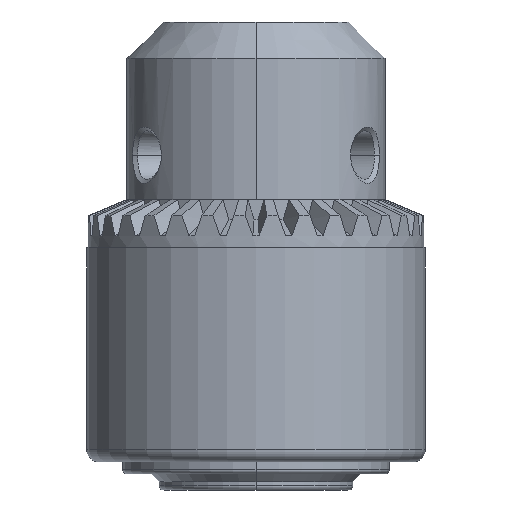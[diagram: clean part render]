
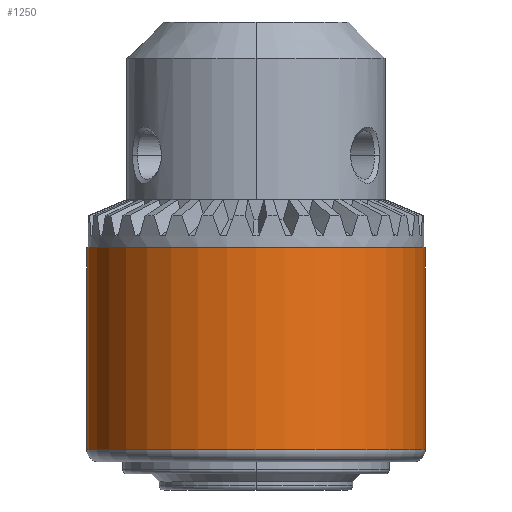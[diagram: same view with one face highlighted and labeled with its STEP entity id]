
A CAD part, front view. The second image highlights one B-rep face of the part: STEP entity #1250.
In plain terms, the highlighted cylindrical face has radius 21 mm (diameter 42 mm), a partial arc.
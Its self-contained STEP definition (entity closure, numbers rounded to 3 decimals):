
#157 = VERTEX_POINT ( 'NONE', #3011 ) ;
#159 = VERTEX_POINT ( 'NONE', #3010 ) ;
#1015 = ORIENTED_EDGE ( 'NONE', *, *, #1016, .T. ) ;
#1016 = EDGE_CURVE ( 'NONE', #9855, #9725, #5058, .T. ) ;
#1246 = ORIENTED_EDGE ( 'NONE', *, *, #1254, .F. ) ;
#1247 = ORIENTED_EDGE ( 'NONE', *, *, #1266, .F. ) ;
#1250 = ADVANCED_FACE ( 'NONE', ( #5600 ), #5652, .T. ) ;
#1251 = EDGE_LOOP ( 'NONE', ( #1247, #1246, #1296, #1015 ) ) ;
#1254 = EDGE_CURVE ( 'NONE', #157, #159, #5642, .T. ) ;
#1261 = EDGE_CURVE ( 'NONE', #157, #9855, #5686, .T. ) ;
#1266 = EDGE_CURVE ( 'NONE', #159, #9725, #5676, .T. ) ;
#1296 = ORIENTED_EDGE ( 'NONE', *, *, #1261, .T. ) ;
#3010 = CARTESIAN_POINT ( 'NONE',  ( 21., 0., 24.5 ) ) ;
#3011 = CARTESIAN_POINT ( 'NONE',  ( -21., 0., 24.5 ) ) ;
#5044 = DIRECTION ( 'NONE',  ( -1., 0., 0. ) ) ;
#5045 = DIRECTION ( 'NONE',  ( 0., 0., 1. ) ) ;
#5046 = CARTESIAN_POINT ( 'NONE',  ( 0., 0., -0.5 ) ) ;
#5057 = AXIS2_PLACEMENT_3D ( 'NONE', #5046, #5045, #5044 ) ;
#5058 = CIRCLE ( 'NONE', #5057, 21. ) ;
#5600 = FACE_OUTER_BOUND ( 'NONE', #1251, .T. ) ;
#5638 = DIRECTION ( 'NONE',  ( 1., 0., 0. ) ) ;
#5639 = DIRECTION ( 'NONE',  ( 0., 0., 1. ) ) ;
#5640 = CARTESIAN_POINT ( 'NONE',  ( 0., 0., 24.5 ) ) ;
#5641 = AXIS2_PLACEMENT_3D ( 'NONE', #5640, #5639, #5638 ) ;
#5642 = CIRCLE ( 'NONE', #5641, 21. ) ;
#5647 = DIRECTION ( 'NONE',  ( -1., 0., 0. ) ) ;
#5648 = DIRECTION ( 'NONE',  ( 0., 0., -1. ) ) ;
#5649 = CARTESIAN_POINT ( 'NONE',  ( 0., 0., 24.5 ) ) ;
#5650 = AXIS2_PLACEMENT_3D ( 'NONE', #5649, #5648, #5647 ) ;
#5652 = CYLINDRICAL_SURFACE ( 'NONE', #5650, 21. ) ;
#5673 = DIRECTION ( 'NONE',  ( 0., 0., -1. ) ) ;
#5674 = VECTOR ( 'NONE', #5673, 1000. ) ;
#5675 = CARTESIAN_POINT ( 'NONE',  ( 21., 0., 24.5 ) ) ;
#5676 = LINE ( 'NONE', #5675, #5674 ) ;
#5683 = DIRECTION ( 'NONE',  ( 0., 0., -1. ) ) ;
#5684 = VECTOR ( 'NONE', #5683, 1000. ) ;
#5685 = CARTESIAN_POINT ( 'NONE',  ( -21., 0., 24.5 ) ) ;
#5686 = LINE ( 'NONE', #5685, #5684 ) ;
#9127 = CARTESIAN_POINT ( 'NONE',  ( 21., 0., -0.5 ) ) ;
#9456 = CARTESIAN_POINT ( 'NONE',  ( -21., 0., -0.5 ) ) ;
#9725 = VERTEX_POINT ( 'NONE', #9127 ) ;
#9855 = VERTEX_POINT ( 'NONE', #9456 ) ;
